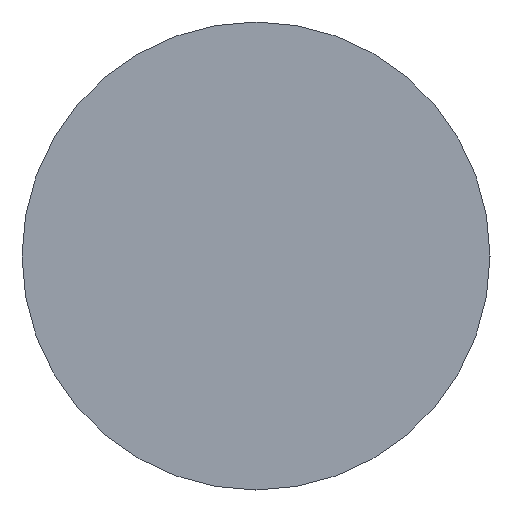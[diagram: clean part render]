
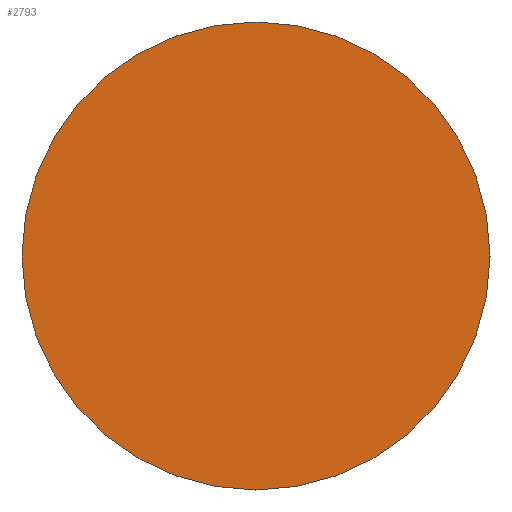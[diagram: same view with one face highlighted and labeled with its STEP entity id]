
A CAD part, left-side view. The second image highlights one B-rep face of the part: STEP entity #2793.
In plain terms, the highlighted planar face has unit normal (-1, 0, 0).
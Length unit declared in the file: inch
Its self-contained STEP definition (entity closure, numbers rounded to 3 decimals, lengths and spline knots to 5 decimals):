
#38 = DIRECTION ( 'NONE',  ( 0., 0., 1. ) ) ;
#162 = CARTESIAN_POINT ( 'NONE',  ( 0., 0., 0. ) ) ;
#249 = CARTESIAN_POINT ( 'NONE',  ( 0., 0., 0. ) ) ;
#444 = FACE_OUTER_BOUND ( 'NONE', #2926, .T. ) ;
#720 = ORIENTED_EDGE ( 'NONE', *, *, #1083, .T. ) ;
#793 = VERTEX_POINT ( 'NONE', #1620 ) ;
#921 = EDGE_CURVE ( 'NONE', #1366, #793, #2254, .T. ) ;
#982 = CIRCLE ( 'NONE', #2587, 1. ) ;
#1009 = DIRECTION ( 'NONE',  ( 1., 0., 0. ) ) ;
#1083 = EDGE_CURVE ( 'NONE', #793, #1366, #982, .T. ) ;
#1274 = PLANE ( 'NONE',  #1821 ) ;
#1366 = VERTEX_POINT ( 'NONE', #2968 ) ;
#1374 = DIRECTION ( 'NONE',  ( -1., 0., 0. ) ) ;
#1620 = CARTESIAN_POINT ( 'NONE',  ( 0., 0., 1. ) ) ;
#1821 = AXIS2_PLACEMENT_3D ( 'NONE', #2147, #1009, #3165 ) ;
#2147 = CARTESIAN_POINT ( 'NONE',  ( 0., 1., 0. ) ) ;
#2254 = CIRCLE ( 'NONE', #3410, 1. ) ;
#2587 = AXIS2_PLACEMENT_3D ( 'NONE', #249, #1374, #38 ) ;
#2650 = DIRECTION ( 'NONE',  ( 0., 0., 1. ) ) ;
#2793 = ADVANCED_FACE ( 'NONE', ( #444 ), #1274, .F. ) ;
#2926 = EDGE_LOOP ( 'NONE', ( #720, #3103 ) ) ;
#2935 = DIRECTION ( 'NONE',  ( -1., 0., 0. ) ) ;
#2968 = CARTESIAN_POINT ( 'NONE',  ( 0., 0., -1. ) ) ;
#3103 = ORIENTED_EDGE ( 'NONE', *, *, #921, .T. ) ;
#3165 = DIRECTION ( 'NONE',  ( 0., 0., -1. ) ) ;
#3410 = AXIS2_PLACEMENT_3D ( 'NONE', #162, #2935, #2650 ) ;
